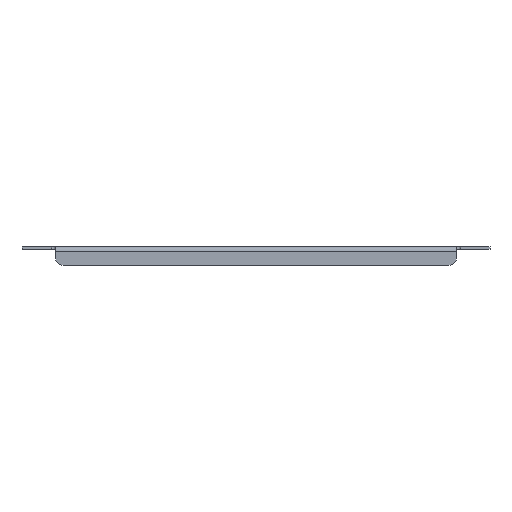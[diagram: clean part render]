
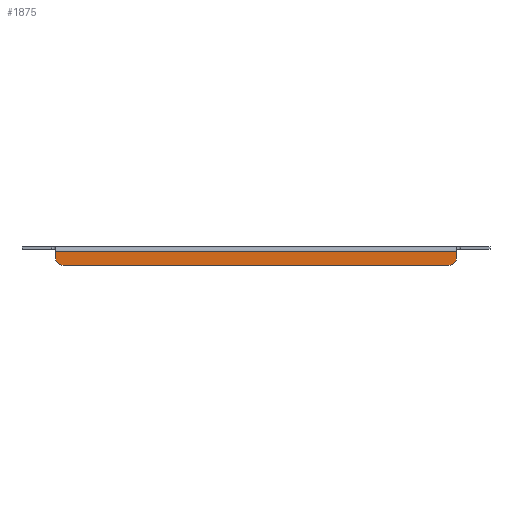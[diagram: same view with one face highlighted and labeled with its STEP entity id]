
A CAD part, front view. The second image highlights one B-rep face of the part: STEP entity #1875.
In plain terms, the highlighted planar face has unit normal (0, -1, 0).
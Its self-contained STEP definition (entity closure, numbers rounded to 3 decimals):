
#27 = VECTOR ( 'NONE', #471, 1000. ) ;
#49 = CARTESIAN_POINT ( 'NONE',  ( 0., -40., 37.193 ) ) ;
#59 = CARTESIAN_POINT ( 'NONE',  ( 127., -40., -12. ) ) ;
#137 = ORIENTED_EDGE ( 'NONE', *, *, #1096, .T. ) ;
#176 = LINE ( 'NONE', #1274, #1144 ) ;
#236 = DIRECTION ( 'NONE',  ( 1., 0., 0. ) ) ;
#275 = CARTESIAN_POINT ( 'NONE',  ( 127., -40., -7. ) ) ;
#295 = EDGE_CURVE ( 'NONE', #1526, #780, #176, .T. ) ;
#303 = CARTESIAN_POINT ( 'NONE',  ( -132., -40., -3. ) ) ;
#338 = VERTEX_POINT ( 'NONE', #59 ) ;
#362 = AXIS2_PLACEMENT_3D ( 'NONE', #1503, #1932, #236 ) ;
#377 = EDGE_LOOP ( 'NONE', ( #1561, #137, #1151, #1346, #1225, #1631 ) ) ;
#471 = DIRECTION ( 'NONE',  ( -1., 0., 0. ) ) ;
#518 = EDGE_CURVE ( 'NONE', #646, #950, #1655, .T. ) ;
#519 = DIRECTION ( 'NONE',  ( 1., 0., 0. ) ) ;
#563 = AXIS2_PLACEMENT_3D ( 'NONE', #49, #1734, #828 ) ;
#625 = EDGE_CURVE ( 'NONE', #338, #780, #1420, .T. ) ;
#646 = VERTEX_POINT ( 'NONE', #1098 ) ;
#750 = VECTOR ( 'NONE', #1113, 1000. ) ;
#776 = CARTESIAN_POINT ( 'NONE',  ( -132., -40., -12. ) ) ;
#780 = VERTEX_POINT ( 'NONE', #1142 ) ;
#828 = DIRECTION ( 'NONE',  ( 1., 0., 0. ) ) ;
#870 = FACE_OUTER_BOUND ( 'NONE', #377, .T. ) ;
#882 = AXIS2_PLACEMENT_3D ( 'NONE', #275, #1213, #1971 ) ;
#936 = LINE ( 'NONE', #1375, #27 ) ;
#950 = VERTEX_POINT ( 'NONE', #1368 ) ;
#1058 = VERTEX_POINT ( 'NONE', #303 ) ;
#1096 = EDGE_CURVE ( 'NONE', #1526, #1058, #936, .T. ) ;
#1098 = CARTESIAN_POINT ( 'NONE',  ( -132., -40., -7. ) ) ;
#1113 = DIRECTION ( 'NONE',  ( 0., 0., 1. ) ) ;
#1142 = CARTESIAN_POINT ( 'NONE',  ( 132., -40., -7. ) ) ;
#1144 = VECTOR ( 'NONE', #1295, 1000. ) ;
#1151 = ORIENTED_EDGE ( 'NONE', *, *, #1520, .F. ) ;
#1158 = LINE ( 'NONE', #1917, #1259 ) ;
#1195 = EDGE_CURVE ( 'NONE', #950, #338, #1158, .T. ) ;
#1213 = DIRECTION ( 'NONE',  ( 0., -1., 0. ) ) ;
#1225 = ORIENTED_EDGE ( 'NONE', *, *, #1195, .T. ) ;
#1255 = LINE ( 'NONE', #776, #750 ) ;
#1259 = VECTOR ( 'NONE', #519, 1000. ) ;
#1274 = CARTESIAN_POINT ( 'NONE',  ( 132., -40., -12. ) ) ;
#1295 = DIRECTION ( 'NONE',  ( 0., 0., -1. ) ) ;
#1346 = ORIENTED_EDGE ( 'NONE', *, *, #518, .T. ) ;
#1368 = CARTESIAN_POINT ( 'NONE',  ( -127., -40., -12. ) ) ;
#1375 = CARTESIAN_POINT ( 'NONE',  ( 0., -40., -3. ) ) ;
#1420 = CIRCLE ( 'NONE', #882, 5. ) ;
#1503 = CARTESIAN_POINT ( 'NONE',  ( -127., -40., -7. ) ) ;
#1520 = EDGE_CURVE ( 'NONE', #646, #1058, #1255, .T. ) ;
#1526 = VERTEX_POINT ( 'NONE', #1696 ) ;
#1561 = ORIENTED_EDGE ( 'NONE', *, *, #295, .F. ) ;
#1590 = PLANE ( 'NONE',  #563 ) ;
#1631 = ORIENTED_EDGE ( 'NONE', *, *, #625, .T. ) ;
#1655 = CIRCLE ( 'NONE', #362, 5. ) ;
#1696 = CARTESIAN_POINT ( 'NONE',  ( 132., -40., -3. ) ) ;
#1734 = DIRECTION ( 'NONE',  ( 0., -1., 0. ) ) ;
#1875 = ADVANCED_FACE ( 'NONE', ( #870 ), #1590, .T. ) ;
#1917 = CARTESIAN_POINT ( 'NONE',  ( 154., -40., -12. ) ) ;
#1932 = DIRECTION ( 'NONE',  ( 0., -1., 0. ) ) ;
#1971 = DIRECTION ( 'NONE',  ( 1., 0., 0. ) ) ;
